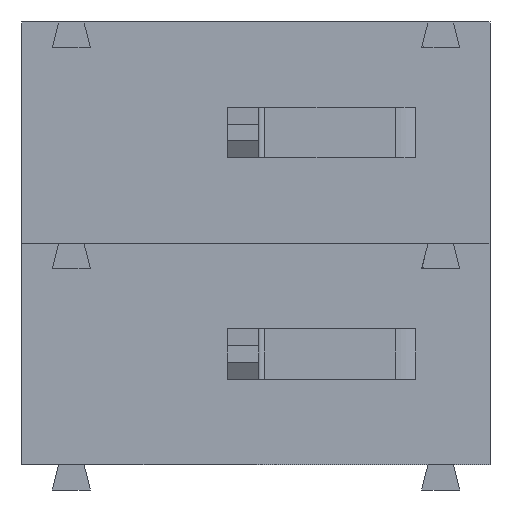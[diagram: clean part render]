
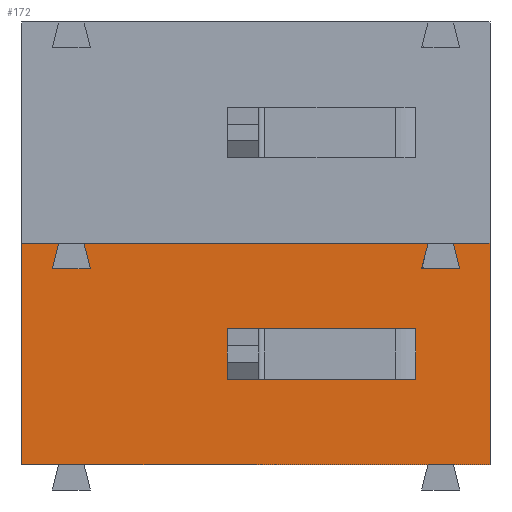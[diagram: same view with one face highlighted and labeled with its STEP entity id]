
A CAD part, front view. The second image highlights one B-rep face of the part: STEP entity #172.
In plain terms, the highlighted planar face has unit normal (0, -1, 0).
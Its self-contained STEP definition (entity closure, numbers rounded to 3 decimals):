
#172=ADVANCED_FACE('3575',(#462,#463),#464,.F.);
#462=FACE_OUTER_BOUND('',#986,.T.);
#463=FACE_BOUND('',#987,.T.);
#464=PLANE('',#988);
#986=EDGE_LOOP('',(#1729,#1730,#1731,#1732,#1733,#1734,#1735,#1736,#1737,#1738,#1739,#1740));
#987=EDGE_LOOP('',(#1741,#1742,#1743,#1744));
#988=AXIS2_PLACEMENT_3D('',#1745,#1746,#1747);
#1729=ORIENTED_EDGE('',*,*,#3727,.F.);
#1730=ORIENTED_EDGE('',*,*,#3728,.F.);
#1731=ORIENTED_EDGE('',*,*,#3729,.F.);
#1732=ORIENTED_EDGE('',*,*,#3730,.F.);
#1733=ORIENTED_EDGE('',*,*,#3731,.F.);
#1734=ORIENTED_EDGE('',*,*,#3732,.F.);
#1735=ORIENTED_EDGE('',*,*,#3733,.F.);
#1736=ORIENTED_EDGE('',*,*,#3734,.F.);
#1737=ORIENTED_EDGE('',*,*,#3735,.F.);
#1738=ORIENTED_EDGE('',*,*,#3736,.F.);
#1739=ORIENTED_EDGE('',*,*,#3714,.F.);
#1740=ORIENTED_EDGE('',*,*,#3726,.T.);
#1741=ORIENTED_EDGE('',*,*,#3737,.T.);
#1742=ORIENTED_EDGE('',*,*,#3738,.F.);
#1743=ORIENTED_EDGE('',*,*,#3739,.F.);
#1744=ORIENTED_EDGE('',*,*,#3740,.T.);
#1745=CARTESIAN_POINT('',(0.0,0.0,-7.0));
#1746=DIRECTION('',(-0.0,1.0,0.0));
#1747=DIRECTION('',(1.0,0.0,0.0));
#3714=EDGE_CURVE('4918',#4495,#4496,#4497,.T.);
#3726=EDGE_CURVE('4909',#4495,#4514,#4516,.T.);
#3727=EDGE_CURVE('4917',#4517,#4514,#4518,.T.);
#3728=EDGE_CURVE('3943',#4519,#4517,#4520,.T.);
#3729=EDGE_CURVE('3934',#4521,#4519,#4522,.T.);
#3730=EDGE_CURVE('3933',#4523,#4521,#4524,.T.);
#3731=EDGE_CURVE('3932',#4525,#4523,#4526,.T.);
#3732=EDGE_CURVE('3942',#4527,#4525,#4528,.T.);
#3733=EDGE_CURVE('3931',#4529,#4527,#4530,.T.);
#3734=EDGE_CURVE('3930',#4531,#4529,#4532,.T.);
#3735=EDGE_CURVE('3929',#4533,#4531,#4534,.T.);
#3736=EDGE_CURVE('3941',#4496,#4533,#4535,.T.);
#3737=EDGE_CURVE('4296',#4536,#4537,#4538,.T.);
#3738=EDGE_CURVE('4294',#4539,#4537,#4540,.T.);
#3739=EDGE_CURVE('4295',#4541,#4539,#4542,.T.);
#3740=EDGE_CURVE('4293',#4541,#4536,#4543,.T.);
#4495=VERTEX_POINT('',#5739);
#4496=VERTEX_POINT('',#5740);
#4497=LINE('',#5741,#5742);
#4514=VERTEX_POINT('',#5769);
#4516=LINE('',#5772,#5773);
#4517=VERTEX_POINT('',#5774);
#4518=LINE('',#5775,#5776);
#4519=VERTEX_POINT('',#5777);
#4520=LINE('',#5778,#5779);
#4521=VERTEX_POINT('',#5780);
#4522=LINE('',#5781,#5782);
#4523=VERTEX_POINT('',#5783);
#4524=LINE('',#5784,#5785);
#4525=VERTEX_POINT('',#5786);
#4526=LINE('',#5787,#5788);
#4527=VERTEX_POINT('',#5789);
#4528=LINE('',#5790,#5791);
#4529=VERTEX_POINT('',#5792);
#4530=LINE('',#5793,#5794);
#4531=VERTEX_POINT('',#5795);
#4532=LINE('',#5796,#5797);
#4533=VERTEX_POINT('',#5798);
#4534=LINE('',#5799,#5800);
#4535=LINE('',#5801,#5802);
#4536=VERTEX_POINT('',#5803);
#4537=VERTEX_POINT('',#5804);
#4538=LINE('',#5805,#5806);
#4539=VERTEX_POINT('',#5807);
#4540=LINE('',#5808,#5809);
#4541=VERTEX_POINT('',#5810);
#4542=LINE('',#5811,#5812);
#4543=LINE('',#5813,#5814);
#5739=CARTESIAN_POINT('',(-3.7,0.0,-5.25));
#5740=CARTESIAN_POINT('',(-3.7,0.0,-1.75));
#5741=CARTESIAN_POINT('',(-3.7,0.0,-5.25));
#5742=VECTOR('',#7266,3.5);
#5769=CARTESIAN_POINT('',(3.7,0.0,-5.25));
#5772=CARTESIAN_POINT('',(-3.7,0.0,-5.25));
#5773=VECTOR('',#7278,7.4);
#5774=CARTESIAN_POINT('',(3.7,0.0,-1.75));
#5775=CARTESIAN_POINT('',(3.7,0.0,-1.75));
#5776=VECTOR('',#7279,3.5);
#5777=CARTESIAN_POINT('',(3.12,0.0,-1.75));
#5778=CARTESIAN_POINT('',(3.12,0.0,-1.75));
#5779=VECTOR('',#7280,0.58);
#5780=CARTESIAN_POINT('',(3.22,0.0,-2.15));
#5781=CARTESIAN_POINT('',(3.22,0.0,-2.15));
#5782=VECTOR('',#7281,0.412);
#5783=CARTESIAN_POINT('',(2.62,0.0,-2.15));
#5784=CARTESIAN_POINT('',(2.62,0.0,-2.15));
#5785=VECTOR('',#7282,0.6);
#5786=CARTESIAN_POINT('',(2.72,0.0,-1.75));
#5787=CARTESIAN_POINT('',(2.72,0.0,-1.75));
#5788=VECTOR('',#7283,0.412);
#5789=CARTESIAN_POINT('',(-2.72,0.0,-1.75));
#5790=CARTESIAN_POINT('',(-2.72,0.0,-1.75));
#5791=VECTOR('',#7284,5.44);
#5792=CARTESIAN_POINT('',(-2.62,0.0,-2.15));
#5793=CARTESIAN_POINT('',(-2.62,0.0,-2.15));
#5794=VECTOR('',#7285,0.412);
#5795=CARTESIAN_POINT('',(-3.22,0.0,-2.15));
#5796=CARTESIAN_POINT('',(-3.22,0.0,-2.15));
#5797=VECTOR('',#7286,0.6);
#5798=CARTESIAN_POINT('',(-3.12,0.0,-1.75));
#5799=CARTESIAN_POINT('',(-3.12,0.0,-1.75));
#5800=VECTOR('',#7287,0.412);
#5801=CARTESIAN_POINT('',(-3.7,0.0,-1.75));
#5802=VECTOR('',#7288,0.58);
#5803=CARTESIAN_POINT('',(-0.426,0.0,-3.1));
#5804=CARTESIAN_POINT('',(2.527,0.0,-3.1));
#5805=CARTESIAN_POINT('',(-0.426,0.0,-3.1));
#5806=VECTOR('',#7289,2.953);
#5807=CARTESIAN_POINT('',(2.527,0.0,-3.9));
#5808=CARTESIAN_POINT('',(2.527,0.0,-3.9));
#5809=VECTOR('',#7290,0.8);
#5810=CARTESIAN_POINT('',(-0.426,0.0,-3.9));
#5811=CARTESIAN_POINT('',(-0.426,0.0,-3.9));
#5812=VECTOR('',#7291,2.953);
#5813=CARTESIAN_POINT('',(-0.426,0.0,-3.9));
#5814=VECTOR('',#7292,0.8);
#7266=DIRECTION('',(0.0,0.0,1.0));
#7278=DIRECTION('',(1.0,0.0,0.0));
#7279=DIRECTION('',(0.0,0.0,-1.0));
#7280=DIRECTION('',(1.0,0.0,0.0));
#7281=DIRECTION('',(-0.243,0.0,0.97));
#7282=DIRECTION('',(1.0,0.0,0.0));
#7283=DIRECTION('',(-0.243,0.0,-0.97));
#7284=DIRECTION('',(1.0,0.0,0.0));
#7285=DIRECTION('',(-0.243,0.0,0.97));
#7286=DIRECTION('',(1.0,0.0,0.0));
#7287=DIRECTION('',(-0.243,0.0,-0.97));
#7288=DIRECTION('',(1.0,0.0,0.0));
#7289=DIRECTION('',(1.0,0.0,0.0));
#7290=DIRECTION('',(0.0,0.0,1.0));
#7291=DIRECTION('',(1.0,0.0,0.0));
#7292=DIRECTION('',(0.0,0.0,1.0));
